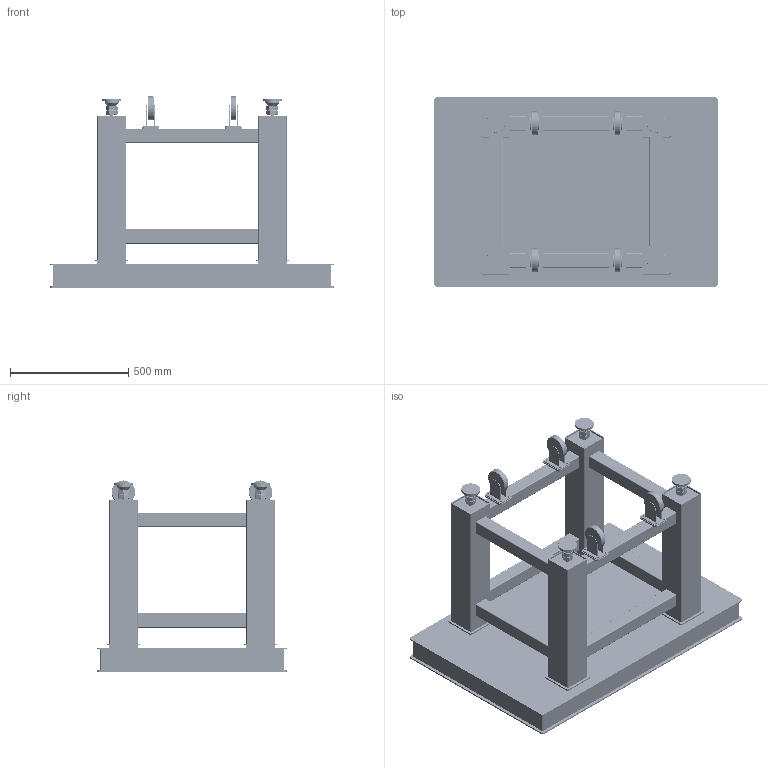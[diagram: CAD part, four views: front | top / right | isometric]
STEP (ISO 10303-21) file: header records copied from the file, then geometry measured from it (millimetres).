
FILE_DESCRIPTION (( 'STEP AP214' ), '1' );
FILE_NAME ('516102.STEP', '2024-03-29T03:52:42', ( '' ), ( '' ), 'SwSTEP 2.0', 'SolidWorks 2020', '' );
FILE_SCHEMA (( 'AUTOMOTIVE_DESIGN' ));
Length unit declared in the file: millimetre
Products named in the file (1): 516102
Bounding box: 1200 x 800 x 809 mm (x, y, z)
Volume: 101549179 mm3; surface area: 7574454.5 mm2
Topology: 61 solids, 61 shells, 5156 faces, 10780 edges, 7140 vertices
Faces by surface type: cylinder 3088, plane 1876, cone 160, bspline 32
Entity records: 199994 total; most frequent: DIRECTION 26898, CARTESIAN_POINT 26321, ORIENTED_EDGE 21560, AXIS2_PLACEMENT_3D 11413, EDGE_CURVE 10780, VERTEX_POINT 7140, EDGE_LOOP 6678, CIRCLE 6288
